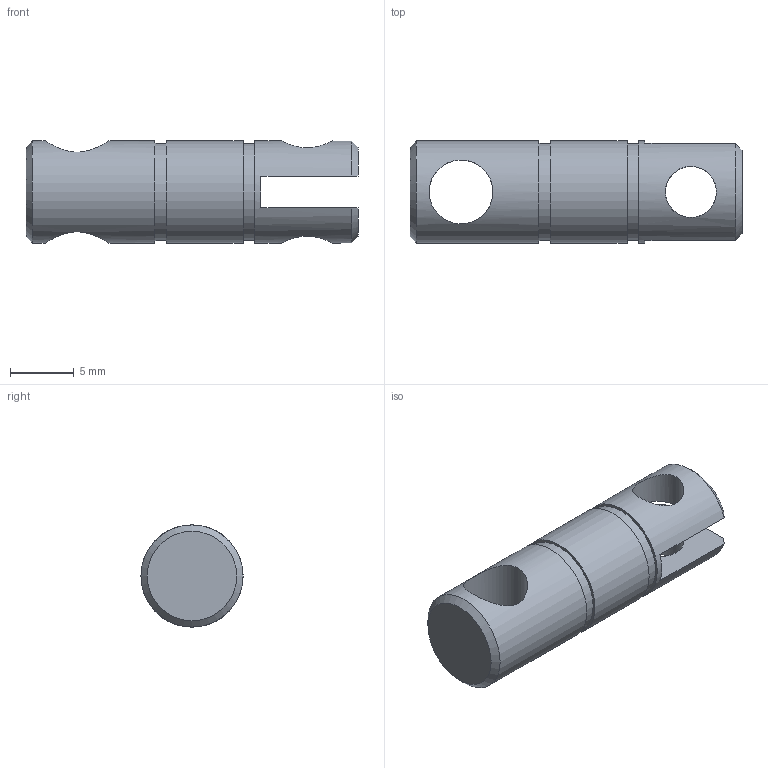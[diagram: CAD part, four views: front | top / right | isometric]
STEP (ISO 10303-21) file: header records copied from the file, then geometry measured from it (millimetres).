
FILE_DESCRIPTION(/* description */ (''),/* implementation_level */ '2;1');
FILE_NAME(/* name */ 'LESU01-103 AXE.step',/* time_stamp */ '2022-06-29T15:50:03+02:00',/* author */ (''),/* organization */ (''),/* preprocessor_version */ 'ST-DEVELOPER v19',/* originating_system */ 'Autodesk Translation Framework v11.7.0.108',/* authorisation */ '');
FILE_SCHEMA (('AUTOMOTIVE_DESIGN { 1 0 10303 214 3 1 1 }'));
Length unit declared in the file: millimetre
Products named in the file (1): LESU01-103 AXE
Bounding box: 26 x 8 x 8 mm (x, y, z)
Volume: 928.4 mm3; surface area: 915.9 mm2
Topology: 1 solids, 1 shells, 21 faces, 48 edges, 33 vertices
Faces by surface type: plane 10, cylinder 8, cone 3
Full cylindrical faces by diameter (mm): 4 x2, 5 x1, 7.6 x2, 8 x3
Entity records: 770 total; most frequent: CARTESIAN_POINT 251, DIRECTION 99, ORIENTED_EDGE 96, EDGE_CURVE 48, AXIS2_PLACEMENT_3D 41, VERTEX_POINT 33, EDGE_LOOP 31, FACE_OUTER_BOUND 21
